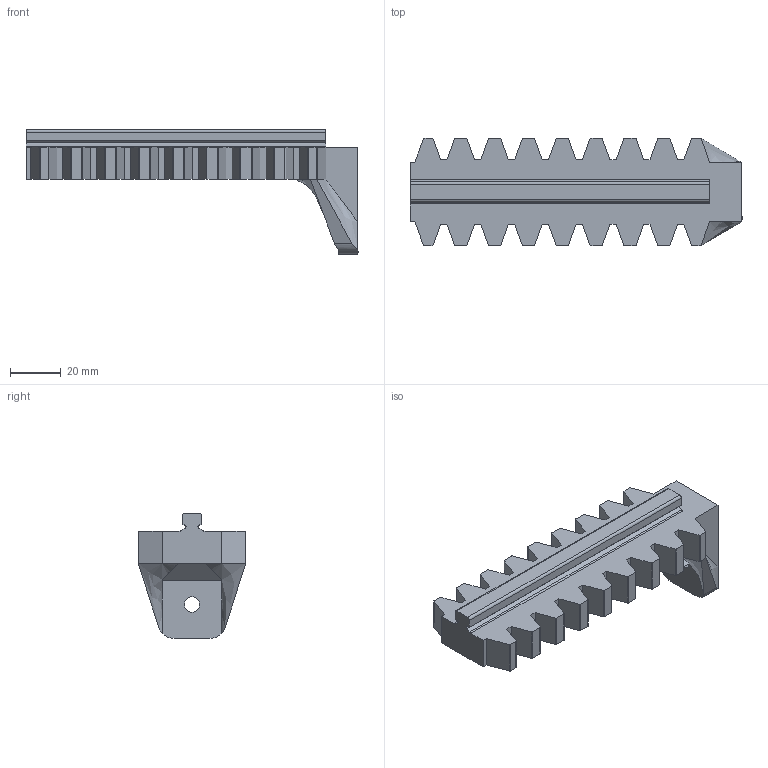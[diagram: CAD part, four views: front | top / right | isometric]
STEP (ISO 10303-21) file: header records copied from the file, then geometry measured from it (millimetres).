
FILE_DESCRIPTION (( 'STEP AP203' ), '1' );
FILE_NAME ('Rack_v3.1.STEP', '2024-04-05T04:47:20', ( '' ), ( '' ), 'SwSTEP 2.0', 'SolidWorks 2022', '' );
FILE_SCHEMA (( 'CONFIG_CONTROL_DESIGN' ));
Length unit declared in the file: inch
Products named in the file (1): Rack_v3.1
Bounding box: 130.49 x 42.33 x 49.11 mm (x, y, z)
Volume: 69408.8 mm3; surface area: 20214 mm2
Topology: 1 solids, 1 shells, 150 faces, 454 edges, 302 vertices
Faces by surface type: plane 96, cylinder 50, bspline 4
Entity records: 5307 total; most frequent: CARTESIAN_POINT 1110, ORIENTED_EDGE 908, DIRECTION 819, EDGE_CURVE 454, VECTOR 327, LINE 327, VERTEX_POINT 302, AXIS2_PLACEMENT_3D 246
